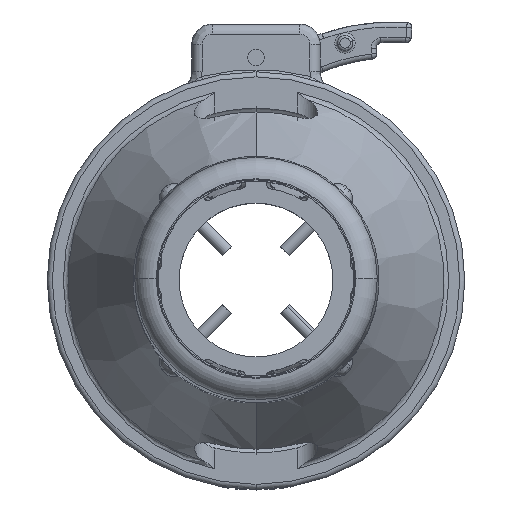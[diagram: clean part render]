
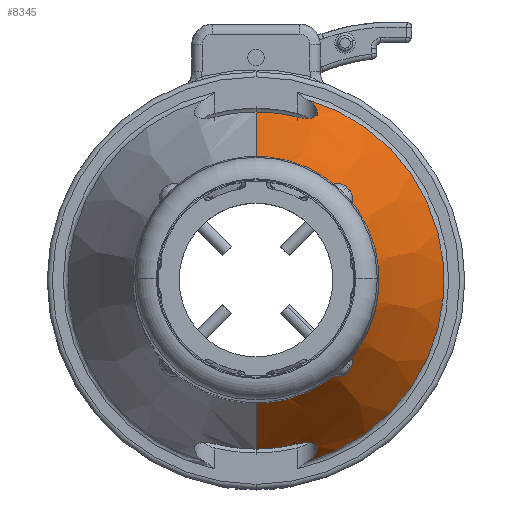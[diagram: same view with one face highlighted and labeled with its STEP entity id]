
A CAD part, top view. The second image highlights one B-rep face of the part: STEP entity #8345.
In plain terms, the highlighted conical face has half-angle 27.107 degrees and reference radius 45.919 mm.
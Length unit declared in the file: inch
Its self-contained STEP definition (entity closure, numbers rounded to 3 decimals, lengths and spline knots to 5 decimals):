
#1960=DIRECTION('',(0.,-0.456,0.89));
#1961=VECTOR('',#1960,1.59986);
#1962=CARTESIAN_POINT('',(0.,2.05307,1.15625));
#1963=LINE('',#1962,#1961);
#1964=DIRECTION('',(0.,0.456,0.89));
#1965=VECTOR('',#1964,1.59986);
#1966=CARTESIAN_POINT('',(0.,-2.05307,1.15625));
#1967=LINE('',#1966,#1965);
#1981=CARTESIAN_POINT('',(0.,0.,1.15625));
#1982=DIRECTION('',(0.,0.,-1.));
#1983=DIRECTION('',(0.,1.,0.));
#1984=AXIS2_PLACEMENT_3D('',#1981,#1982,#1983);
#1986=CARTESIAN_POINT('',(0.62591,2.20446,
0.69027));
#1987=CARTESIAN_POINT('',(0.64143,2.19524,
0.69932));
#1988=CARTESIAN_POINT('',(0.66978,2.17561,
0.7203));
#1989=CARTESIAN_POINT('',(0.70397,2.14403,
0.75877));
#1990=CARTESIAN_POINT('',(0.72887,2.11236,
0.80181));
#1991=CARTESIAN_POINT('',(0.74448,2.0822,
0.84721));
#1992=CARTESIAN_POINT('',(0.75126,2.05392,
0.89462));
#1993=CARTESIAN_POINT('',(0.74891,2.02836,
0.94307));
#1994=CARTESIAN_POINT('',(0.7367,2.00627,
0.99181));
#1995=CARTESIAN_POINT('',(0.71476,1.98932,1.03762));
#1996=CARTESIAN_POINT('',(0.68315,1.97803,1.07902));
#1997=CARTESIAN_POINT('',(0.64411,1.97302,1.11269));
#1998=CARTESIAN_POINT('',(0.59881,1.97386,1.1378));
#1999=CARTESIAN_POINT('',(0.55025,1.97997,1.15288));
#2000=CARTESIAN_POINT('',(0.51672,1.98706,1.15625));
#2001=CARTESIAN_POINT('',(0.5,1.99126,1.15625));
#2003=CARTESIAN_POINT('',(0.,0.,0.69027));
#2004=DIRECTION('',(0.,0.,-1.));
#2005=DIRECTION('',(0.273,0.962,0.));
#2006=AXIS2_PLACEMENT_3D('',#2003,#2004,#2005);
#2008=CARTESIAN_POINT('',(0.5,-1.99126,1.15625));
#2009=CARTESIAN_POINT('',(0.51678,-1.98705,1.15625));
#2010=CARTESIAN_POINT('',(0.55044,-1.97993,
1.15286));
#2011=CARTESIAN_POINT('',(0.59924,-1.97382,
1.13764));
#2012=CARTESIAN_POINT('',(0.64472,-1.97304,
1.11229));
#2013=CARTESIAN_POINT('',(0.68376,-1.97817,
1.07839));
#2014=CARTESIAN_POINT('',(0.71525,-1.98957,
1.03683));
#2015=CARTESIAN_POINT('',(0.73704,-2.00664,
0.9909));
#2016=CARTESIAN_POINT('',(0.74908,-2.0289,
0.94197));
#2017=CARTESIAN_POINT('',(0.7512,-2.05453,
0.89355));
#2018=CARTESIAN_POINT('',(0.74426,-2.08273,
0.84638));
#2019=CARTESIAN_POINT('',(0.72862,-2.11271,
0.80132));
#2020=CARTESIAN_POINT('',(0.70381,-2.14418,
0.75859));
#2021=CARTESIAN_POINT('',(0.66978,-2.17561,
0.72032));
#2022=CARTESIAN_POINT('',(0.64145,-2.19523,
0.69933));
#2023=CARTESIAN_POINT('',(0.62591,-2.20446,
0.69027));
#2025=CARTESIAN_POINT('',(0.,0.,1.15625));
#2026=DIRECTION('',(0.,0.,-1.));
#2027=DIRECTION('',(0.244,-0.97,0.));
#2028=AXIS2_PLACEMENT_3D('',#2025,#2026,#2027);
#2920=CARTESIAN_POINT('',(0.,0.,2.58038));
#2921=DIRECTION('',(0.,0.,-1.));
#2922=DIRECTION('',(0.,1.,0.));
#2923=AXIS2_PLACEMENT_3D('',#2920,#2921,#2922);
#5793=CARTESIAN_POINT('',(0.,1.32409,2.58038));
#5794=CARTESIAN_POINT('',(0.,-1.32409,2.58038));
#5795=VERTEX_POINT('',#5793);
#5796=VERTEX_POINT('',#5794);
#6275=CARTESIAN_POINT('',(0.,2.05307,1.15625));
#6276=CARTESIAN_POINT('',(0.5,1.99126,1.15625));
#6277=VERTEX_POINT('',#6275);
#6278=VERTEX_POINT('',#6276);
#6279=CARTESIAN_POINT('',(0.5,-1.99126,1.15625));
#6280=CARTESIAN_POINT('',(0.,-2.05307,1.15625));
#6281=VERTEX_POINT('',#6279);
#6282=VERTEX_POINT('',#6280);
#6283=VERTEX_POINT('',#1986);
#6284=VERTEX_POINT('',#2023);
#8326=CARTESIAN_POINT('',(0.,0.,1.63532));
#8327=DIRECTION('',(0.,0.,-1.));
#8328=DIRECTION('',(0.,-1.,0.));
#8329=AXIS2_PLACEMENT_3D('',#8326,#8327,#8328);
#8330=CONICAL_SURFACE('',#8329,1.80785,27.107);
#8331=ORIENTED_EDGE('',*,*,#8295,.T.);
#8333=ORIENTED_EDGE('',*,*,#8332,.F.);
#8335=ORIENTED_EDGE('',*,*,#8334,.T.);
#8337=ORIENTED_EDGE('',*,*,#8336,.F.);
#8338=ORIENTED_EDGE('',*,*,#8313,.T.);
#8339=ORIENTED_EDGE('',*,*,#8283,.T.);
#8341=ORIENTED_EDGE('',*,*,#8340,.F.);
#8342=ORIENTED_EDGE('',*,*,#8279,.F.);
#8343=EDGE_LOOP('',(#8331,#8333,#8335,#8337,#8338,#8339,#8341,#8342));
#8344=FACE_OUTER_BOUND('',#8343,.F.);
#1985=CIRCLE('',#1984,2.05307);
#2002=B_SPLINE_CURVE_WITH_KNOTS('',3,(#1986,#1987,#1988,#1989,#1990,#1991,#1992,
#1993,#1994,#1995,#1996,#1997,#1998,#1999,#2000,#2001),.UNSPECIFIED.,.F.,.F.,(4,
1,1,1,1,1,1,1,1,1,1,1,1,4),(0.,0.07692,0.15385,
0.23077,0.30769,0.38462,0.46154,
0.53846,0.61538,0.69231,0.76923,
0.84615,0.92308,1.),.UNSPECIFIED.);
#2007=CIRCLE('',#2006,2.2916);
#2024=B_SPLINE_CURVE_WITH_KNOTS('',3,(#2008,#2009,#2010,#2011,#2012,#2013,#2014,
#2015,#2016,#2017,#2018,#2019,#2020,#2021,#2022,#2023),.UNSPECIFIED.,.F.,.F.,(4,
1,1,1,1,1,1,1,1,1,1,1,1,4),(0.,0.07692,0.15385,
0.23077,0.30769,0.38462,0.46154,
0.53846,0.61538,0.69231,0.76923,
0.84615,0.92308,1.),.UNSPECIFIED.);
#2029=CIRCLE('',#2028,2.05307);
#2924=CIRCLE('',#2923,1.32409);
#8279=EDGE_CURVE('',#6277,#5795,#1963,.T.);
#8283=EDGE_CURVE('',#6282,#5796,#1967,.T.);
#8295=EDGE_CURVE('',#6277,#6278,#1985,.T.);
#8313=EDGE_CURVE('',#6281,#6282,#2029,.T.);
#8332=EDGE_CURVE('',#6283,#6278,#2002,.T.);
#8334=EDGE_CURVE('',#6283,#6284,#2007,.T.);
#8336=EDGE_CURVE('',#6281,#6284,#2024,.T.);
#8340=EDGE_CURVE('',#5795,#5796,#2924,.T.);
#8345=ADVANCED_FACE('',(#8344),#8330,.T.);
